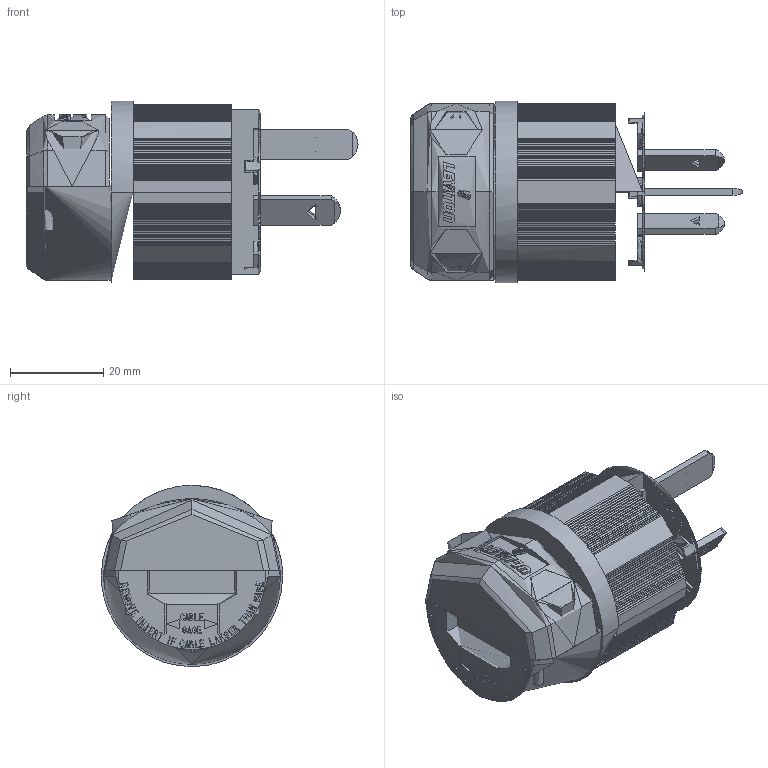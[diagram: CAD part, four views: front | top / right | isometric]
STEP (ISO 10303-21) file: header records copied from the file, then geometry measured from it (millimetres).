
FILE_DESCRIPTION (( 'STEP AP214' ), '1' );
FILE_NAME ('CATSTD-04763-00C-M01.STEP', '2022-06-29T18:36:10', ( '' ), ( '' ), 'SwSTEP 2.0', 'SolidWorks 2020', '' );
FILE_SCHEMA (( 'AUTOMOTIVE_DESIGN' ));
Length unit declared in the file: inch
Products named in the file (1): CATSTD-04763-00C-M01
Bounding box: 71.22 x 38.89 x 38.88 mm (x, y, z)
Topology: 0 solids, 13 shells, 1613 faces, 4520 edges, 3041 vertices
Faces by surface type: plane 932, cylinder 569, cone 50, torus 46, bspline 16
Full cylindrical faces by diameter (mm): 5.842 x3
Entity records: 84498 total; most frequent: CARTESIAN_POINT 30927, ORIENTED_EDGE 8982, EDGE_CURVE 4499, B_SPLINE_CURVE_WITH_KNOTS 4464, DIRECTION 3248, VERTEX_POINT 3018, EDGE_LOOP 1751, AXIS2_PLACEMENT_3D 1620
